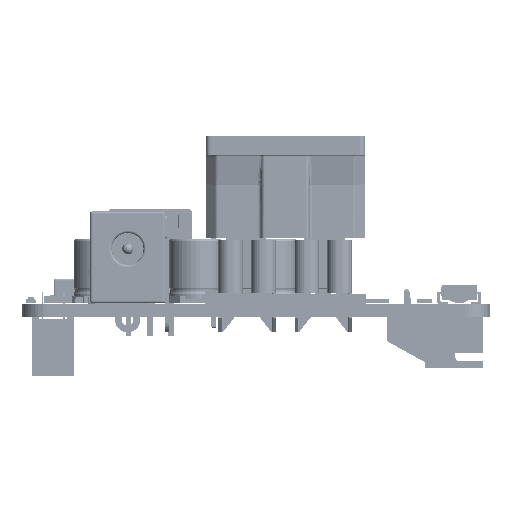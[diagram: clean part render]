
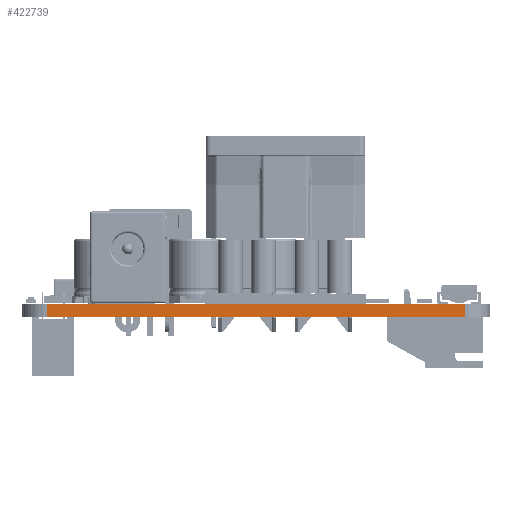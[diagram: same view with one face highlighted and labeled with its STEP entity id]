
A CAD part, left-side view. The second image highlights one B-rep face of the part: STEP entity #422739.
In plain terms, the highlighted planar face has unit normal (-1, 0, 0).
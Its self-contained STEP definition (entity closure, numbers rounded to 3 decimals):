
#415759 = PLANE('',#415760);
#415760 = AXIS2_PLACEMENT_3D('',#415761,#415762,#415763);
#415761 = CARTESIAN_POINT('',(162.5,-88.,1.6));
#415762 = DIRECTION('',(0.,0.,1.));
#415763 = DIRECTION('',(1.,0.,-0.));
#415787 = CYLINDRICAL_SURFACE('',#415788,3.);
#415788 = AXIS2_PLACEMENT_3D('',#415789,#415790,#415791);
#415789 = CARTESIAN_POINT('',(123.,-63.,0.));
#415790 = DIRECTION('',(-0.,-0.,-1.));
#415791 = DIRECTION('',(1.,0.,-0.));
#415813 = PLANE('',#415814);
#415814 = AXIS2_PLACEMENT_3D('',#415815,#415816,#415817);
#415815 = CARTESIAN_POINT('',(162.5,-88.,0.));
#415816 = DIRECTION('',(0.,0.,1.));
#415817 = DIRECTION('',(1.,0.,-0.));
#415908 = VERTEX_POINT('',#415909);
#415909 = CARTESIAN_POINT('',(120.,-63.,1.6));
#415931 = EDGE_CURVE('',#415932,#415908,#415934,.T.);
#415932 = VERTEX_POINT('',#415933);
#415933 = CARTESIAN_POINT('',(120.,-63.,0.));
#415934 = SURFACE_CURVE('',#415935,(#415939,#415946),.PCURVE_S1.);
#415935 = LINE('',#415936,#415937);
#415936 = CARTESIAN_POINT('',(120.,-63.,0.));
#415937 = VECTOR('',#415938,1.);
#415938 = DIRECTION('',(0.,0.,1.));
#415939 = PCURVE('',#415787,#415940);
#415940 = DEFINITIONAL_REPRESENTATION('',(#415941),#415945);
#415941 = LINE('',#415942,#415943);
#415942 = CARTESIAN_POINT('',(-3.142,0.));
#415943 = VECTOR('',#415944,1.);
#415944 = DIRECTION('',(-0.,-1.));
#415945 = ( GEOMETRIC_REPRESENTATION_CONTEXT(2) 
PARAMETRIC_REPRESENTATION_CONTEXT() REPRESENTATION_CONTEXT('2D SPACE',''
  ) );
#415946 = PCURVE('',#415947,#415952);
#415947 = PLANE('',#415948);
#415948 = AXIS2_PLACEMENT_3D('',#415949,#415950,#415951);
#415949 = CARTESIAN_POINT('',(120.,-63.,0.));
#415950 = DIRECTION('',(1.,0.,-0.));
#415951 = DIRECTION('',(0.,-1.,0.));
#415952 = DEFINITIONAL_REPRESENTATION('',(#415953),#415957);
#415953 = LINE('',#415954,#415955);
#415954 = CARTESIAN_POINT('',(0.,0.));
#415955 = VECTOR('',#415956,1.);
#415956 = DIRECTION('',(0.,-1.));
#415957 = ( GEOMETRIC_REPRESENTATION_CONTEXT(2) 
PARAMETRIC_REPRESENTATION_CONTEXT() REPRESENTATION_CONTEXT('2D SPACE',''
  ) );
#415986 = EDGE_CURVE('',#415932,#415987,#415989,.T.);
#415987 = VERTEX_POINT('',#415988);
#415988 = CARTESIAN_POINT('',(120.,-113.,0.));
#415989 = SURFACE_CURVE('',#415990,(#415994,#416001),.PCURVE_S1.);
#415990 = LINE('',#415991,#415992);
#415991 = CARTESIAN_POINT('',(120.,-63.,0.));
#415992 = VECTOR('',#415993,1.);
#415993 = DIRECTION('',(0.,-1.,0.));
#415994 = PCURVE('',#415813,#415995);
#415995 = DEFINITIONAL_REPRESENTATION('',(#415996),#416000);
#415996 = LINE('',#415997,#415998);
#415997 = CARTESIAN_POINT('',(-42.5,25.));
#415998 = VECTOR('',#415999,1.);
#415999 = DIRECTION('',(0.,-1.));
#416000 = ( GEOMETRIC_REPRESENTATION_CONTEXT(2) 
PARAMETRIC_REPRESENTATION_CONTEXT() REPRESENTATION_CONTEXT('2D SPACE',''
  ) );
#416001 = PCURVE('',#415947,#416002);
#416002 = DEFINITIONAL_REPRESENTATION('',(#416003),#416007);
#416003 = LINE('',#416004,#416005);
#416004 = CARTESIAN_POINT('',(0.,0.));
#416005 = VECTOR('',#416006,1.);
#416006 = DIRECTION('',(1.,0.));
#416007 = ( GEOMETRIC_REPRESENTATION_CONTEXT(2) 
PARAMETRIC_REPRESENTATION_CONTEXT() REPRESENTATION_CONTEXT('2D SPACE',''
  ) );
#416026 = CYLINDRICAL_SURFACE('',#416027,3.);
#416027 = AXIS2_PLACEMENT_3D('',#416028,#416029,#416030);
#416028 = CARTESIAN_POINT('',(123.,-113.,0.));
#416029 = DIRECTION('',(-0.,-0.,-1.));
#416030 = DIRECTION('',(1.,0.,-0.));
#419647 = EDGE_CURVE('',#415908,#419648,#419650,.T.);
#419648 = VERTEX_POINT('',#419649);
#419649 = CARTESIAN_POINT('',(120.,-113.,1.6));
#419650 = SURFACE_CURVE('',#419651,(#419655,#419662),.PCURVE_S1.);
#419651 = LINE('',#419652,#419653);
#419652 = CARTESIAN_POINT('',(120.,-63.,1.6));
#419653 = VECTOR('',#419654,1.);
#419654 = DIRECTION('',(0.,-1.,0.));
#419655 = PCURVE('',#415759,#419656);
#419656 = DEFINITIONAL_REPRESENTATION('',(#419657),#419661);
#419657 = LINE('',#419658,#419659);
#419658 = CARTESIAN_POINT('',(-42.5,25.));
#419659 = VECTOR('',#419660,1.);
#419660 = DIRECTION('',(0.,-1.));
#419661 = ( GEOMETRIC_REPRESENTATION_CONTEXT(2) 
PARAMETRIC_REPRESENTATION_CONTEXT() REPRESENTATION_CONTEXT('2D SPACE',''
  ) );
#419662 = PCURVE('',#415947,#419663);
#419663 = DEFINITIONAL_REPRESENTATION('',(#419664),#419668);
#419664 = LINE('',#419665,#419666);
#419665 = CARTESIAN_POINT('',(0.,-1.6));
#419666 = VECTOR('',#419667,1.);
#419667 = DIRECTION('',(1.,0.));
#419668 = ( GEOMETRIC_REPRESENTATION_CONTEXT(2) 
PARAMETRIC_REPRESENTATION_CONTEXT() REPRESENTATION_CONTEXT('2D SPACE',''
  ) );
#422739 = ADVANCED_FACE('',(#422740),#415947,.F.);
#422740 = FACE_BOUND('',#422741,.F.);
#422741 = EDGE_LOOP('',(#422742,#422743,#422744,#422765));
#422742 = ORIENTED_EDGE('',*,*,#415931,.T.);
#422743 = ORIENTED_EDGE('',*,*,#419647,.T.);
#422744 = ORIENTED_EDGE('',*,*,#422745,.F.);
#422745 = EDGE_CURVE('',#415987,#419648,#422746,.T.);
#422746 = SURFACE_CURVE('',#422747,(#422751,#422758),.PCURVE_S1.);
#422747 = LINE('',#422748,#422749);
#422748 = CARTESIAN_POINT('',(120.,-113.,0.));
#422749 = VECTOR('',#422750,1.);
#422750 = DIRECTION('',(0.,0.,1.));
#422751 = PCURVE('',#415947,#422752);
#422752 = DEFINITIONAL_REPRESENTATION('',(#422753),#422757);
#422753 = LINE('',#422754,#422755);
#422754 = CARTESIAN_POINT('',(50.,0.));
#422755 = VECTOR('',#422756,1.);
#422756 = DIRECTION('',(0.,-1.));
#422757 = ( GEOMETRIC_REPRESENTATION_CONTEXT(2) 
PARAMETRIC_REPRESENTATION_CONTEXT() REPRESENTATION_CONTEXT('2D SPACE',''
  ) );
#422758 = PCURVE('',#416026,#422759);
#422759 = DEFINITIONAL_REPRESENTATION('',(#422760),#422764);
#422760 = LINE('',#422761,#422762);
#422761 = CARTESIAN_POINT('',(-3.142,0.));
#422762 = VECTOR('',#422763,1.);
#422763 = DIRECTION('',(-0.,-1.));
#422764 = ( GEOMETRIC_REPRESENTATION_CONTEXT(2) 
PARAMETRIC_REPRESENTATION_CONTEXT() REPRESENTATION_CONTEXT('2D SPACE',''
  ) );
#422765 = ORIENTED_EDGE('',*,*,#415986,.F.);
